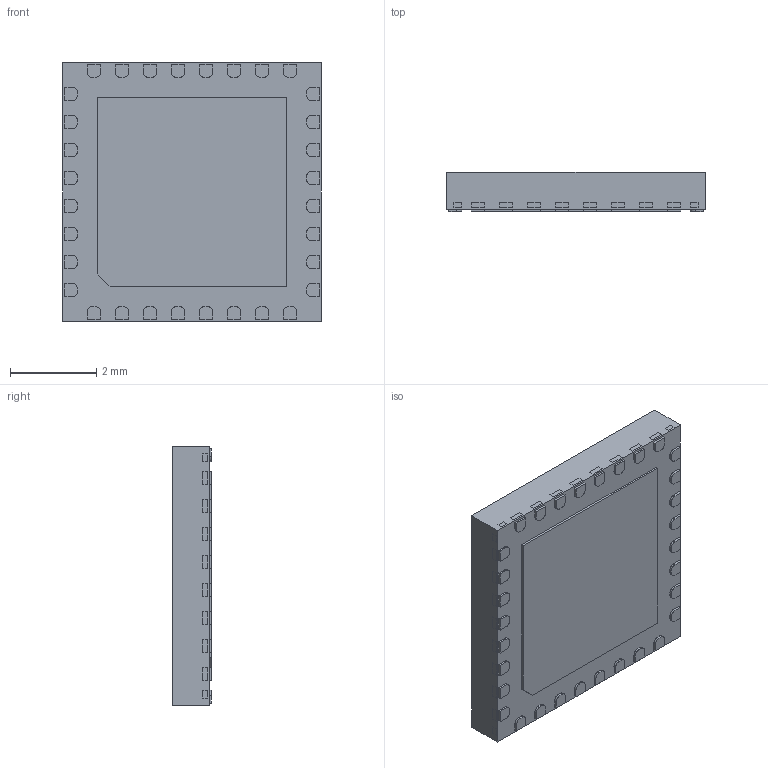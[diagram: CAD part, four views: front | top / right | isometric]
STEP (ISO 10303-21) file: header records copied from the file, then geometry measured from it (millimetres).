
FILE_DESCRIPTION (( 'STEP AP214' ), '1' );
FILE_NAME ('EFM32G200F64-QFN32.STEP', '2023-03-26T15:28:23', ( '' ), ( '' ), 'SwSTEP 2.0', 'SolidWorks 2017', '' );
FILE_SCHEMA (( 'AUTOMOTIVE_DESIGN' ));
Length unit declared in the file: millimetre
Products named in the file (1): EFM32G200F64-QFN32
Bounding box: 6 x 0.9 x 6 mm (x, y, z)
Volume: 31.7 mm3; surface area: 156.6 mm2
Topology: 43 solids, 43 shells, 690 faces, 1782 edges, 1188 vertices
Faces by surface type: plane 558, cylinder 132
Entity records: 21370 total; most frequent: CARTESIAN_POINT 3661, ORIENTED_EDGE 3564, DIRECTION 3428, EDGE_CURVE 1782, LINE 1518, VECTOR 1518, VERTEX_POINT 1188, AXIS2_PLACEMENT_3D 955
